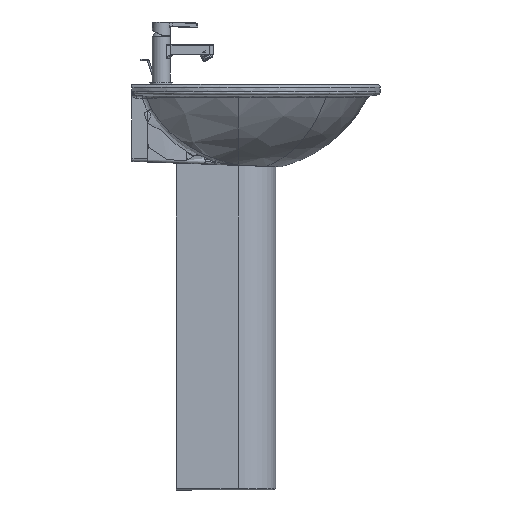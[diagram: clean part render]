
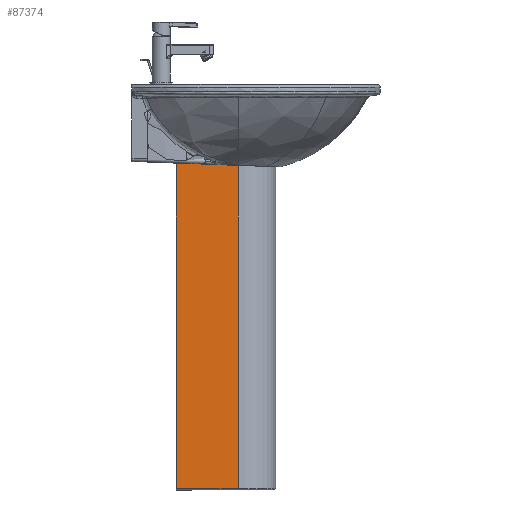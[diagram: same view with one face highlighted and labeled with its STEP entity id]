
A CAD part, front view. The second image highlights one B-rep face of the part: STEP entity #87374.
In plain terms, the highlighted planar face has unit normal (0.026, -1, 0).
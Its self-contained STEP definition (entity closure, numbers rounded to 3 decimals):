
#86904=CARTESIAN_POINT('',(0.,-88.5,0.0));
#86905=VERTEX_POINT('',#86904);
#86912=CARTESIAN_POINT('',(137.171,-84.981,0.0));
#86913=VERTEX_POINT('',#86912);
#86914=CARTESIAN_POINT('',(0.,-88.5,0.0));
#86915=DIRECTION('',(1.,0.026,0.0));
#86916=VECTOR('',#86915,137.216);
#86917=LINE('',#86914,#86916);
#86918=EDGE_CURVE('',#86905,#86913,#86917,.T.);
#87333=CARTESIAN_POINT('',(137.171,-84.981,-719.0));
#87334=VERTEX_POINT('',#87333);
#87335=CARTESIAN_POINT('',(137.171,-84.981,-719.0));
#87336=DIRECTION('',(0.0,0.0,1.0));
#87337=VECTOR('',#87336,719.0);
#87338=LINE('',#87335,#87337);
#87339=EDGE_CURVE('',#86913,#87334,#87338,.F.);
#87351=CARTESIAN_POINT('',(0.,-88.5,0.0));
#87352=DIRECTION('',(-0.026,1.,0.0));
#87353=DIRECTION('',(0.0,0.0,1.0));
#87354=AXIS2_PLACEMENT_3D('',#87351,#87352,#87353);
#87355=PLANE('',#87354);
#87356=CARTESIAN_POINT('',(0.,-88.5,-719.0));
#87357=VERTEX_POINT('',#87356);
#87358=CARTESIAN_POINT('',(137.171,-84.981,-719.0));
#87359=DIRECTION('',(-1.,-0.026,0.0));
#87360=VECTOR('',#87359,137.216);
#87361=LINE('',#87358,#87360);
#87362=EDGE_CURVE('',#87357,#87334,#87361,.F.);
#87363=ORIENTED_EDGE('',*,*,#87362,.T.);
#87364=ORIENTED_EDGE('',*,*,#87339,.F.);
#87365=ORIENTED_EDGE('',*,*,#86918,.F.);
#87366=CARTESIAN_POINT('',(0.,-88.5,0.0));
#87367=DIRECTION('',(0.0,0.0,-1.0));
#87368=VECTOR('',#87367,719.0);
#87369=LINE('',#87366,#87368);
#87370=EDGE_CURVE('',#86905,#87357,#87369,.T.);
#87371=ORIENTED_EDGE('',*,*,#87370,.T.);
#87372=EDGE_LOOP('',(#87363,#87364,#87365,#87371));
#87373=FACE_OUTER_BOUND('',#87372,.T.);
#87374=ADVANCED_FACE('',(#87373),#87355,.F.);
